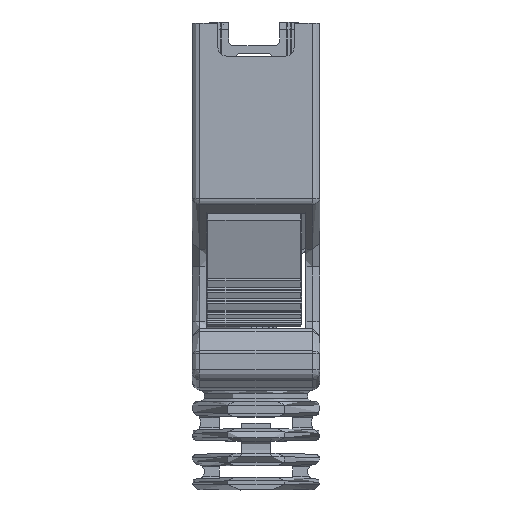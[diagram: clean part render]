
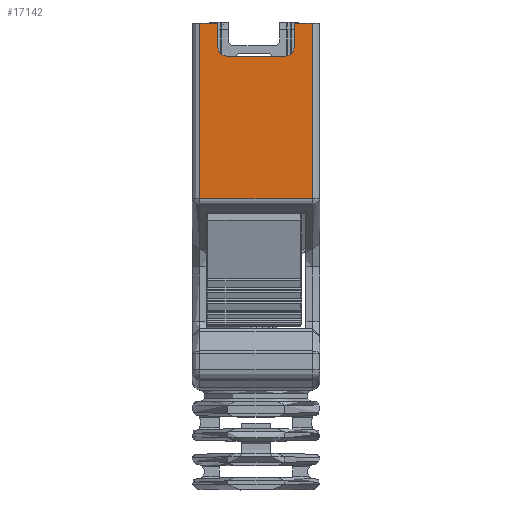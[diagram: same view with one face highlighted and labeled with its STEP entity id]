
A CAD part, left-side view. The second image highlights one B-rep face of the part: STEP entity #17142.
In plain terms, the highlighted planar face has unit normal (-1, 0, 0).
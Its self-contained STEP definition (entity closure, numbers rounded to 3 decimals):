
#15425=CARTESIAN_POINT('',(-9.797,-3.49,-1.449));
#15426=VERTEX_POINT('',#15425);
#15427=CARTESIAN_POINT('',(-9.797,-5.065,-1.449));
#15428=VERTEX_POINT('',#15427);
#15429=CARTESIAN_POINT('',(-9.797,-3.49,-1.449));
#15430=DIRECTION('',(0.,-1.,0.));
#15431=VECTOR('',#15430,1.575);
#15432=LINE('',#15429,#15431);
#15433=EDGE_CURVE('',#15426,#15428,#15432,.T.);
#15941=CARTESIAN_POINT('',(-9.797,-12.015,-1.449));
#15942=VERTEX_POINT('',#15941);
#15949=CARTESIAN_POINT('',(-9.797,-13.59,-1.449));
#15950=VERTEX_POINT('',#15949);
#15951=CARTESIAN_POINT('',(-9.797,-12.015,-1.449));
#15952=DIRECTION('',(0.,-1.,0.));
#15953=VECTOR('',#15952,1.575);
#15954=LINE('',#15951,#15953);
#15955=EDGE_CURVE('',#15942,#15950,#15954,.T.);
#17071=CARTESIAN_POINT('',(-9.797,-8.543,-9.509));
#17072=DIRECTION('',(0.,0.,-1.));
#17073=DIRECTION('',(-1.,0.,0.));
#17074=AXIS2_PLACEMENT_3D('',#17071,#17073,#17072);
#17075=PLANE('',#17074);
#17076=CARTESIAN_POINT('',(-9.797,-12.015,-3.449));
#17077=VERTEX_POINT('',#17076);
#17078=CARTESIAN_POINT('',(-9.797,-12.015,-1.449));
#17079=DIRECTION('',(0.,0.,-1.));
#17080=VECTOR('',#17079,2.);
#17081=LINE('',#17078,#17080);
#17082=EDGE_CURVE('',#15942,#17077,#17081,.T.);
#17083=ORIENTED_EDGE('',*,*,#17082,.T.);
#17084=CARTESIAN_POINT('',(-9.797,-11.015,-4.449));
#17085=VERTEX_POINT('',#17084);
#17086=CARTESIAN_POINT('',(-9.797,-11.015,-3.449));
#17087=DIRECTION('',(0.,-1.,0.));
#17088=DIRECTION('',(1.,0.,0.));
#17089=AXIS2_PLACEMENT_3D('',#17086,#17088,#17087);
#17090=CIRCLE('',#17089,1.);
#17091=EDGE_CURVE('',#17077,#17085,#17090,.T.);
#17092=ORIENTED_EDGE('',*,*,#17091,.T.);
#17093=CARTESIAN_POINT('',(-9.797,-6.065,-4.449));
#17094=VERTEX_POINT('',#17093);
#17095=CARTESIAN_POINT('',(-9.797,-11.015,-4.449));
#17096=DIRECTION('',(0.,1.,0.));
#17097=VECTOR('',#17096,4.95);
#17098=LINE('',#17095,#17097);
#17099=EDGE_CURVE('',#17085,#17094,#17098,.T.);
#17100=ORIENTED_EDGE('',*,*,#17099,.T.);
#17101=CARTESIAN_POINT('',(-9.797,-5.065,-3.449));
#17102=VERTEX_POINT('',#17101);
#17103=CARTESIAN_POINT('',(-9.797,-6.065,-3.449));
#17104=DIRECTION('',(0.,0.,-1.));
#17105=DIRECTION('',(1.,0.,0.));
#17106=AXIS2_PLACEMENT_3D('',#17103,#17105,#17104);
#17107=CIRCLE('',#17106,1.);
#17108=EDGE_CURVE('',#17094,#17102,#17107,.T.);
#17109=ORIENTED_EDGE('',*,*,#17108,.T.);
#17110=CARTESIAN_POINT('',(-9.797,-5.065,-3.449));
#17111=DIRECTION('',(0.,0.,1.));
#17112=VECTOR('',#17111,2.);
#17113=LINE('',#17110,#17112);
#17114=EDGE_CURVE('',#17102,#15428,#17113,.T.);
#17115=ORIENTED_EDGE('',*,*,#17114,.T.);
#17116=ORIENTED_EDGE('',*,*,#15433,.F.);
#17117=CARTESIAN_POINT('',(-9.797,-3.49,-17.233));
#17118=VERTEX_POINT('',#17117);
#17119=CARTESIAN_POINT('',(-9.797,-3.49,-1.449));
#17120=DIRECTION('',(0.,0.,-1.));
#17121=VECTOR('',#17120,15.784);
#17122=LINE('',#17119,#17121);
#17123=EDGE_CURVE('',#15426,#17118,#17122,.T.);
#17124=ORIENTED_EDGE('',*,*,#17123,.T.);
#17125=CARTESIAN_POINT('',(-9.797,-13.59,-17.233));
#17126=VERTEX_POINT('',#17125);
#17127=CARTESIAN_POINT('',(-9.797,-3.49,-17.233));
#17128=DIRECTION('',(0.,-1.,0.));
#17129=VECTOR('',#17128,10.1);
#17130=LINE('',#17127,#17129);
#17131=EDGE_CURVE('',#17118,#17126,#17130,.T.);
#17132=ORIENTED_EDGE('',*,*,#17131,.T.);
#17133=CARTESIAN_POINT('',(-9.797,-13.59,-17.233));
#17134=DIRECTION('',(0.,0.,1.));
#17135=VECTOR('',#17134,15.784);
#17136=LINE('',#17133,#17135);
#17137=EDGE_CURVE('',#17126,#15950,#17136,.T.);
#17138=ORIENTED_EDGE('',*,*,#17137,.T.);
#17139=ORIENTED_EDGE('',*,*,#15955,.F.);
#17140=EDGE_LOOP('',(#17083,#17092,#17100,#17109,#17115,#17116,#17124,#17132,#17138,#17139));
#17141=FACE_OUTER_BOUND('',#17140,.T.);
#17142=ADVANCED_FACE('',(#17141),#17075,.T.);
